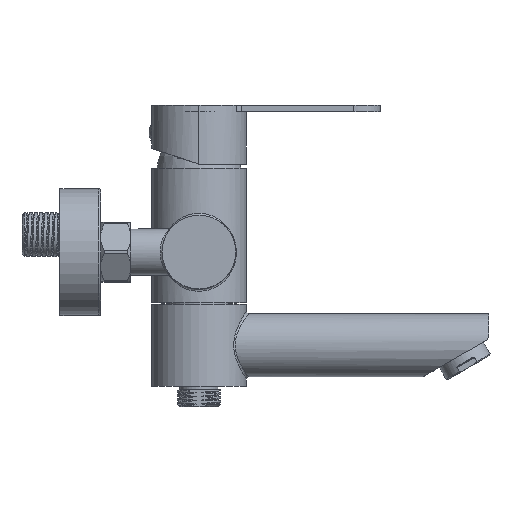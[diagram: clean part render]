
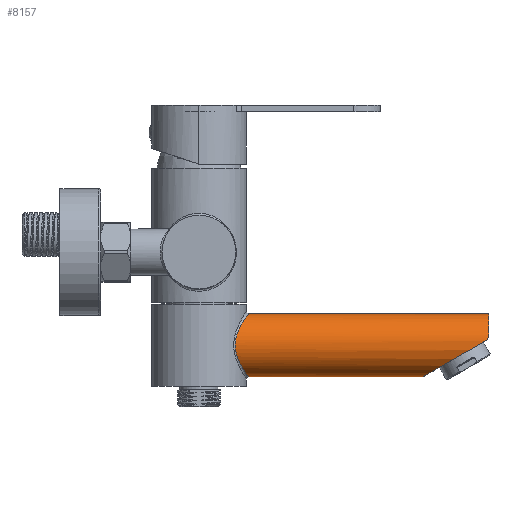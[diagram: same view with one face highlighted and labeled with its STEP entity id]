
A CAD part, top view. The second image highlights one B-rep face of the part: STEP entity #8157.
In plain terms, the highlighted cylindrical face has radius 15 mm (diameter 30 mm), a full revolution.
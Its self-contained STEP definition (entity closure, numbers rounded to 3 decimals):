
#4980=ELLIPSE('',#36177,30.,15.);
#8157=ADVANCED_FACE('',(#12772,#12773),#10301,.T.);
#10301=CYLINDRICAL_SURFACE('',#36178,15.);
#11216=B_SPLINE_CURVE_WITH_KNOTS('',3,(#49904,#49905,#49906,#49907,#49908,
#49909,#49910,#49911,#49912,#49913,#49914,#49915,#49916,#49917,#49918,#49919,
#49920,#49921,#49922,#49923,#49924,#49925,#49926,#49927,#49928,#49929,#49930,
#49931,#49932,#49933,#49934,#49935),.UNSPECIFIED.,.T.,.F.,(2,2,2,2,2,2,
2,2,2,2,2,2,2,2,2,2,2,2),(-0.125,0.,0.063,0.125,0.188,0.25,0.313,0.375,
0.438,0.5,0.563,0.625,0.688,0.75,0.813,0.875,1.,1.063),
 .UNSPECIFIED.);
#11217=B_SPLINE_CURVE_WITH_KNOTS('',3,(#49940,#49941,#49942,#49943,#49944,
#49945,#49946,#49947,#49948,#49949),.UNSPECIFIED.,.F.,.F.,(4,3,3,4),(0.,
0.327,0.655,1.),.UNSPECIFIED.);
#11218=B_SPLINE_CURVE_WITH_KNOTS('',3,(#49953,#49954,#49955,#49956,#49957,
#49958,#49959,#49960,#49961,#49962,#49963,#49964,#49965),.UNSPECIFIED.,
 .F.,.F.,(4,3,3,3,4),(0.,0.313,0.626,0.942,
1.),.UNSPECIFIED.);
#12772=FACE_BOUND('',#13412,.T.);
#12773=FACE_BOUND('',#13413,.T.);
#13412=EDGE_LOOP('',(#16007));
#13413=EDGE_LOOP('',(#16008,#16009,#16010,#16011));
#16007=ORIENTED_EDGE('',*,*,#29559,.T.);
#16008=ORIENTED_EDGE('',*,*,#29560,.T.);
#16009=ORIENTED_EDGE('',*,*,#29561,.T.);
#16010=ORIENTED_EDGE('',*,*,#29562,.F.);
#16011=ORIENTED_EDGE('',*,*,#29563,.T.);
#26213=VERTEX_POINT('',#49936);
#26214=VERTEX_POINT('',#49938);
#26215=VERTEX_POINT('',#49939);
#26216=VERTEX_POINT('',#49950);
#26217=VERTEX_POINT('',#49952);
#29559=EDGE_CURVE('',#26213,#26213,#11216,.T.);
#29560=EDGE_CURVE('',#26214,#26215,#34675,.T.);
#29561=EDGE_CURVE('',#26215,#26216,#11217,.T.);
#29562=EDGE_CURVE('',#26217,#26216,#4980,.T.);
#29563=EDGE_CURVE('',#26217,#26214,#11218,.T.);
#34675=CIRCLE('',#36176,15.);
#36176=AXIS2_PLACEMENT_3D('',#49937,#39656,#39657);
#36177=AXIS2_PLACEMENT_3D('',#49951,#39658,#39659);
#36178=AXIS2_PLACEMENT_3D('',#49966,#39660,#39661);
#39656=DIRECTION('',(-1.,0.,0.));
#39657=DIRECTION('',(0.,-1.,0.));
#39658=DIRECTION('',(0.5,-0.866,0.));
#39659=DIRECTION('',(0.866,0.5,0.));
#39660=DIRECTION('',(1.,0.,0.));
#39661=DIRECTION('',(0.,1.,0.));
#49904=CARTESIAN_POINT('',(17.212,23.652,15.));
#49905=CARTESIAN_POINT('',(17.212,17.424,15.));
#49906=CARTESIAN_POINT('',(17.668,15.405,14.559));
#49907=CARTESIAN_POINT('',(18.964,11.853,13.048));
#49908=CARTESIAN_POINT('',(19.797,10.261,11.968));
#49909=CARTESIAN_POINT('',(21.369,7.574,9.293));
#49910=CARTESIAN_POINT('',(22.117,6.465,7.683));
#49911=CARTESIAN_POINT('',(23.193,4.914,4.026));
#49912=CARTESIAN_POINT('',(23.505,4.492,1.981));
#49913=CARTESIAN_POINT('',(23.494,4.508,-2.093));
#49914=CARTESIAN_POINT('',(23.172,4.943,-4.129));
#49915=CARTESIAN_POINT('',(22.08,6.521,-7.777));
#49916=CARTESIAN_POINT('',(21.343,7.614,-9.346));
#49917=CARTESIAN_POINT('',(19.761,10.327,-12.02));
#49918=CARTESIAN_POINT('',(18.934,11.913,-13.085));
#49919=CARTESIAN_POINT('',(17.643,15.495,-14.585));
#49920=CARTESIAN_POINT('',(17.204,17.515,-15.008));
#49921=CARTESIAN_POINT('',(17.221,21.61,-14.991));
#49922=CARTESIAN_POINT('',(17.684,23.653,-14.542));
#49923=CARTESIAN_POINT('',(18.987,27.196,-13.019));
#49924=CARTESIAN_POINT('',(19.817,28.774,-11.939));
#49925=CARTESIAN_POINT('',(21.379,31.441,-9.272));
#49926=CARTESIAN_POINT('',(22.125,32.546,-7.661));
#49927=CARTESIAN_POINT('',(23.193,34.086,-4.021));
#49928=CARTESIAN_POINT('',(23.507,34.51,-1.974));
#49929=CARTESIAN_POINT('',(23.493,34.49,2.119));
#49930=CARTESIAN_POINT('',(23.164,34.045,4.154));
#49931=CARTESIAN_POINT('',(22.09,32.495,7.743));
#49932=CARTESIAN_POINT('',(21.344,31.386,9.342));
#49933=CARTESIAN_POINT('',(19.001,27.372,13.311));
#49934=CARTESIAN_POINT('',(17.212,23.652,15.));
#49935=CARTESIAN_POINT('',(17.212,17.424,15.));
#49936=CARTESIAN_POINT('',(17.212,19.5,15.));
#49937=CARTESIAN_POINT('',(137.5,19.5,0.));
#49938=CARTESIAN_POINT('',(137.5,24.232,14.234));
#49939=CARTESIAN_POINT('',(137.5,24.232,-14.234));
#49940=CARTESIAN_POINT('',(137.5,24.232,-14.234));
#49941=CARTESIAN_POINT('',(137.5,23.901,-14.344));
#49942=CARTESIAN_POINT('',(137.444,23.562,-14.443));
#49943=CARTESIAN_POINT('',(137.332,23.242,-14.526));
#49944=CARTESIAN_POINT('',(137.22,22.922,-14.608));
#49945=CARTESIAN_POINT('',(137.049,22.613,-14.676));
#49946=CARTESIAN_POINT('',(136.832,22.345,-14.728));
#49947=CARTESIAN_POINT('',(136.604,22.063,-14.782));
#49948=CARTESIAN_POINT('',(136.317,21.817,-14.821));
#49949=CARTESIAN_POINT('',(136.,21.634,-14.847));
#49950=CARTESIAN_POINT('',(136.,21.634,-14.847));
#49951=CARTESIAN_POINT('',(132.304,19.5,0.));
#49952=CARTESIAN_POINT('',(136.,21.634,14.847));
#49953=CARTESIAN_POINT('',(136.,21.634,14.847));
#49954=CARTESIAN_POINT('',(136.288,21.8,14.824));
#49955=CARTESIAN_POINT('',(136.551,22.018,14.789));
#49956=CARTESIAN_POINT('',(136.767,22.267,14.743));
#49957=CARTESIAN_POINT('',(136.983,22.516,14.696));
#49958=CARTESIAN_POINT('',(137.158,22.804,14.635));
#49959=CARTESIAN_POINT('',(137.28,23.105,14.56));
#49960=CARTESIAN_POINT('',(137.403,23.408,14.485));
#49961=CARTESIAN_POINT('',(137.475,23.733,14.394));
#49962=CARTESIAN_POINT('',(137.495,24.052,14.293));
#49963=CARTESIAN_POINT('',(137.498,24.112,14.273));
#49964=CARTESIAN_POINT('',(137.5,24.172,14.254));
#49965=CARTESIAN_POINT('',(137.5,24.232,14.234));
#49966=CARTESIAN_POINT('',(157.5,19.5,0.));
